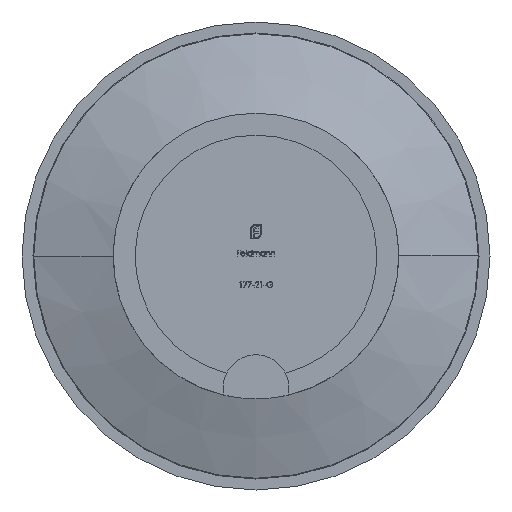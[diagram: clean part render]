
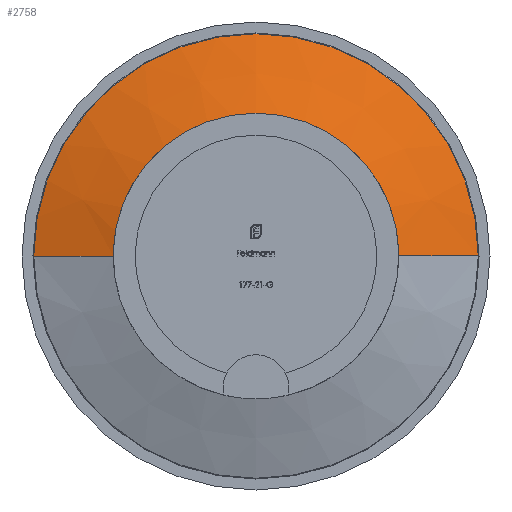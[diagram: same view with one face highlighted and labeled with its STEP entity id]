
A CAD part, front view. The second image highlights one B-rep face of the part: STEP entity #2758.
In plain terms, the highlighted conical face has half-angle 71.604 degrees and reference radius 6.5 mm.
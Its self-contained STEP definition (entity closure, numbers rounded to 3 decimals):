
#634 = AXIS2_PLACEMENT_3D ( 'NONE', #7321, #6340, #10931 ) ;
#962 = EDGE_CURVE ( 'NONE', #5594, #3971, #11050, .T. ) ;
#971 = CIRCLE ( 'NONE', #11393, 6.5 ) ;
#1017 = CARTESIAN_POINT ( 'NONE',  ( 0., 2.503, 0. ) ) ;
#1223 = LINE ( 'NONE', #1661, #8674 ) ;
#1661 = CARTESIAN_POINT ( 'NONE',  ( 6.5, 1.3, 0. ) ) ;
#2072 = CARTESIAN_POINT ( 'NONE',  ( -6.5, 1.3, 0. ) ) ;
#2326 = VECTOR ( 'NONE', #5064, 1000. ) ;
#2458 = CARTESIAN_POINT ( 'NONE',  ( 0., 1.3, 6.5 ) ) ;
#2584 = DIRECTION ( 'NONE',  ( 0.949, 0.316, 0. ) ) ;
#2756 = AXIS2_PLACEMENT_3D ( 'NONE', #1017, #7316, #10812 ) ;
#2758 = ADVANCED_FACE ( 'NONE', ( #6386 ), #11427, .T. ) ;
#3692 = CARTESIAN_POINT ( 'NONE',  ( 0., 1.3, 0. ) ) ;
#3774 = ORIENTED_EDGE ( 'NONE', *, *, #9069, .T. ) ;
#3971 = VERTEX_POINT ( 'NONE', #7020 ) ;
#4216 = ORIENTED_EDGE ( 'NONE', *, *, #7563, .T. ) ;
#4551 = VERTEX_POINT ( 'NONE', #7269 ) ;
#4596 = DIRECTION ( 'NONE',  ( -1., 0., 0. ) ) ;
#4673 = ORIENTED_EDGE ( 'NONE', *, *, #9985, .T. ) ;
#5064 = DIRECTION ( 'NONE',  ( -0.949, 0.316, 0. ) ) ;
#5144 = CIRCLE ( 'NONE', #634, 6.5 ) ;
#5172 = CARTESIAN_POINT ( 'NONE',  ( -6.5, 1.3, 0. ) ) ;
#5504 = CARTESIAN_POINT ( 'NONE',  ( 6.5, 1.3, 0. ) ) ;
#5594 = VERTEX_POINT ( 'NONE', #2072 ) ;
#5804 = VERTEX_POINT ( 'NONE', #2458 ) ;
#6027 = ORIENTED_EDGE ( 'NONE', *, *, #962, .F. ) ;
#6340 = DIRECTION ( 'NONE',  ( 0., 1., 0. ) ) ;
#6342 = EDGE_LOOP ( 'NONE', ( #8701, #4673, #3774, #4216, #6027 ) ) ;
#6386 = FACE_OUTER_BOUND ( 'NONE', #6342, .T. ) ;
#6654 = DIRECTION ( 'NONE',  ( -1., 0., 0. ) ) ;
#6696 = DIRECTION ( 'NONE',  ( 0., 1., 0. ) ) ;
#7020 = CARTESIAN_POINT ( 'NONE',  ( -10.116, 2.503, 0. ) ) ;
#7269 = CARTESIAN_POINT ( 'NONE',  ( 10.116, 2.503, 0. ) ) ;
#7316 = DIRECTION ( 'NONE',  ( 0., -1., 0. ) ) ;
#7321 = CARTESIAN_POINT ( 'NONE',  ( 0., 1.3, 0. ) ) ;
#7563 = EDGE_CURVE ( 'NONE', #4551, #3971, #8299, .T. ) ;
#7983 = AXIS2_PLACEMENT_3D ( 'NONE', #11381, #6696, #6654 ) ;
#8112 = EDGE_CURVE ( 'NONE', #5594, #5804, #971, .T. ) ;
#8299 = CIRCLE ( 'NONE', #2756, 10.116 ) ;
#8451 = VERTEX_POINT ( 'NONE', #5504 ) ;
#8674 = VECTOR ( 'NONE', #2584, 1000. ) ;
#8701 = ORIENTED_EDGE ( 'NONE', *, *, #8112, .T. ) ;
#9069 = EDGE_CURVE ( 'NONE', #8451, #4551, #1223, .T. ) ;
#9960 = DIRECTION ( 'NONE',  ( 0., 1., 0. ) ) ;
#9985 = EDGE_CURVE ( 'NONE', #5804, #8451, #5144, .T. ) ;
#10812 = DIRECTION ( 'NONE',  ( 1., 0., 0. ) ) ;
#10931 = DIRECTION ( 'NONE',  ( -1., 0., 0. ) ) ;
#11050 = LINE ( 'NONE', #5172, #2326 ) ;
#11381 = CARTESIAN_POINT ( 'NONE',  ( 0., 1.3, 0. ) ) ;
#11393 = AXIS2_PLACEMENT_3D ( 'NONE', #3692, #9960, #4596 ) ;
#11427 = CONICAL_SURFACE ( 'NONE', #7983, 6.5, 1.25 ) ;
